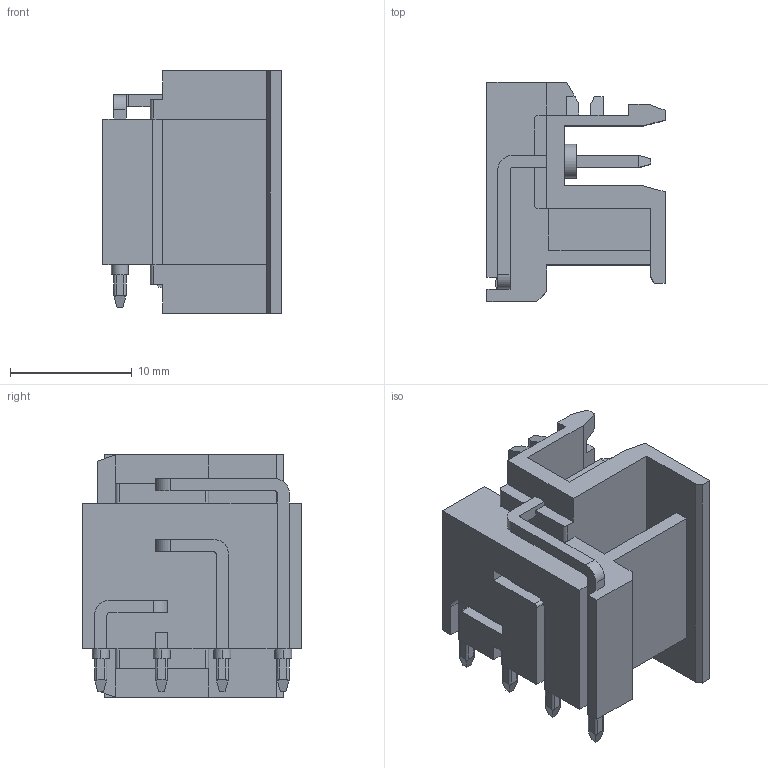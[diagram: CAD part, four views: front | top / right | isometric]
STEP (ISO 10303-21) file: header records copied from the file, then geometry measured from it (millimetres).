
FILE_DESCRIPTION (( 'STEP AP214' ), '1' );
FILE_NAME ('Îòâåòíàÿ ÷àñòü - MSTBO 2,5 4-G1R KMGY - 2907787.stp', '2017-10-17T23:24:07', ( '' ), ( '' ), 'SwSTEP 2.0', 'SolidWorks 2016', '' );
FILE_SCHEMA (( 'AUTOMOTIVE_DESIGN' ));
Length unit declared in the file: millimetre
Products named in the file (2): Îòâåòíàÿ ÷àñòü - MSTBO 2,5 4-G1R KMGY - 2907787; MSTBO_2_5_4-G1R_H.Select__00364505
Assembly tree (1 placements, depth 2):
  Îòâåòíàÿ ÷àñòü - MSTBO 2,5 4-G1R KMGY - 2907787
    MSTBO_2_5_4-G1R_H.Select__00364505
Bounding box: 14.65 x 18 x 19.95 mm (x, y, z)
Surface area: 2559.7 mm2 (no closed solid volume)
Topology: 0 solids, 2 shells, 276 faces, 748 edges, 486 vertices
Faces by surface type: plane 215, cylinder 53, cone 8
Entity records: 11672 total; most frequent: CARTESIAN_POINT 1658, ORIENTED_EDGE 1496, DIRECTION 1376, EDGE_CURVE 748, VECTOR 584, LINE 584, VERTEX_POINT 486, AXIS2_PLACEMENT_3D 396
